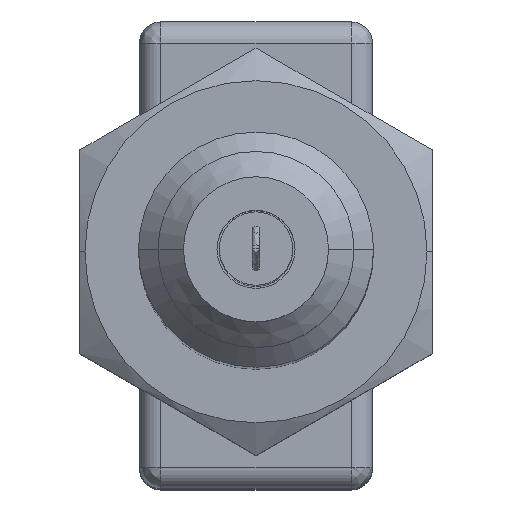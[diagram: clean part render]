
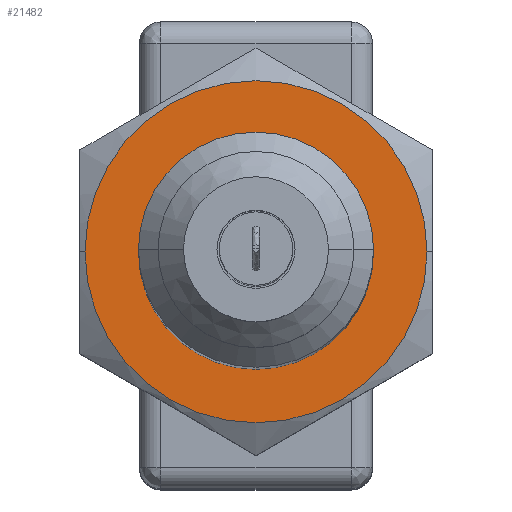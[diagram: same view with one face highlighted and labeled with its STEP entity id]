
A CAD part, top view. The second image highlights one B-rep face of the part: STEP entity #21482.
In plain terms, the highlighted planar face has unit normal (0, 0, 1).
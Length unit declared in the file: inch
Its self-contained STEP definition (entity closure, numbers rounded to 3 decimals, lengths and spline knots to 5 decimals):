
#477 = CARTESIAN_POINT ( 'NONE',  ( -0.36373, 0., 0.375 ) ) ;
#903 = CIRCLE ( 'NONE', #23151, 0.25 ) ;
#926 = CARTESIAN_POINT ( 'NONE',  ( -0.25, 0., 0.375 ) ) ;
#1818 = AXIS2_PLACEMENT_3D ( 'NONE', #14441, #16019, #7208 ) ;
#2583 = AXIS2_PLACEMENT_3D ( 'NONE', #3271, #6583, #21151 ) ;
#2793 = DIRECTION ( 'NONE',  ( 0., 0., 1. ) ) ;
#3074 = EDGE_CURVE ( 'NONE', #11003, #14578, #17176, .T. ) ;
#3271 = CARTESIAN_POINT ( 'NONE',  ( 0., 0., 0.375 ) ) ;
#3558 = DIRECTION ( 'NONE',  ( -1., 0., 0. ) ) ;
#4229 = CARTESIAN_POINT ( 'NONE',  ( 0.25, 0., 0.375 ) ) ;
#4880 = FACE_OUTER_BOUND ( 'NONE', #18736, .T. ) ;
#5803 = CIRCLE ( 'NONE', #1818, 0.36373 ) ;
#6111 = DIRECTION ( 'NONE',  ( 0., 0., 1. ) ) ;
#6369 = ORIENTED_EDGE ( 'NONE', *, *, #3074, .F. ) ;
#6583 = DIRECTION ( 'NONE',  ( 0., 0., 1. ) ) ;
#7208 = DIRECTION ( 'NONE',  ( -1., 0., 0. ) ) ;
#7653 = CARTESIAN_POINT ( 'NONE',  ( 0., 0., 0.375 ) ) ;
#8692 = ORIENTED_EDGE ( 'NONE', *, *, #20908, .T. ) ;
#9450 = DIRECTION ( 'NONE',  ( 0., 0., 1. ) ) ;
#10107 = ORIENTED_EDGE ( 'NONE', *, *, #18377, .F. ) ;
#10215 = FACE_BOUND ( 'NONE', #22317, .T. ) ;
#10434 = ORIENTED_EDGE ( 'NONE', *, *, #15381, .T. ) ;
#11003 = VERTEX_POINT ( 'NONE', #4229 ) ;
#11715 = CARTESIAN_POINT ( 'NONE',  ( 0., 0., 0.375 ) ) ;
#13686 = DIRECTION ( 'NONE',  ( -1., 0., 0. ) ) ;
#13999 = VERTEX_POINT ( 'NONE', #477 ) ;
#14024 = PLANE ( 'NONE',  #2583 ) ;
#14441 = CARTESIAN_POINT ( 'NONE',  ( 0., 0., 0.375 ) ) ;
#14578 = VERTEX_POINT ( 'NONE', #926 ) ;
#15381 = EDGE_CURVE ( 'NONE', #13999, #15961, #5803, .T. ) ;
#15961 = VERTEX_POINT ( 'NONE', #20416 ) ;
#16019 = DIRECTION ( 'NONE',  ( 0., 0., 1. ) ) ;
#16386 = AXIS2_PLACEMENT_3D ( 'NONE', #22071, #6111, #20175 ) ;
#17127 = AXIS2_PLACEMENT_3D ( 'NONE', #11715, #2793, #13686 ) ;
#17176 = CIRCLE ( 'NONE', #17127, 0.25 ) ;
#18377 = EDGE_CURVE ( 'NONE', #14578, #11003, #903, .T. ) ;
#18736 = EDGE_LOOP ( 'NONE', ( #10434, #8692 ) ) ;
#20175 = DIRECTION ( 'NONE',  ( -1., 0., 0. ) ) ;
#20416 = CARTESIAN_POINT ( 'NONE',  ( 0.36373, 0., 0.375 ) ) ;
#20908 = EDGE_CURVE ( 'NONE', #15961, #13999, #22037, .T. ) ;
#21151 = DIRECTION ( 'NONE',  ( 1., 0., 0. ) ) ;
#21482 = ADVANCED_FACE ( 'NONE', ( #10215, #4880 ), #14024, .T. ) ;
#22037 = CIRCLE ( 'NONE', #16386, 0.36373 ) ;
#22071 = CARTESIAN_POINT ( 'NONE',  ( 0., 0., 0.375 ) ) ;
#22317 = EDGE_LOOP ( 'NONE', ( #10107, #6369 ) ) ;
#23151 = AXIS2_PLACEMENT_3D ( 'NONE', #7653, #9450, #3558 ) ;
